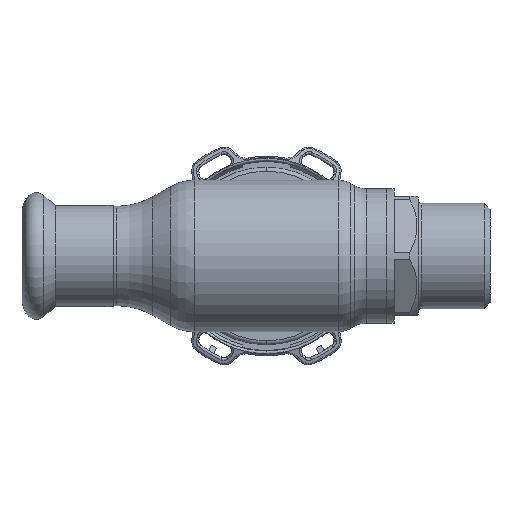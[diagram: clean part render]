
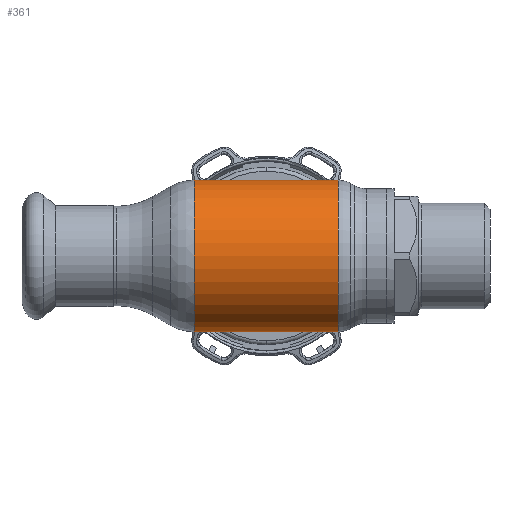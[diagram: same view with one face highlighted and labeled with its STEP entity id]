
A CAD part, front view. The second image highlights one B-rep face of the part: STEP entity #361.
In plain terms, the highlighted cylindrical face has radius 19 mm (diameter 38 mm), a partial arc.
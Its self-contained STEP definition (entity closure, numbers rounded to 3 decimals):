
#361 = ADVANCED_FACE ( 'NONE', ( #26140 ), #20553, .T. ) ;
#373 = DIRECTION ( 'NONE',  ( -1., 0., 0. ) ) ;
#1083 = LINE ( 'NONE', #14219, #22462 ) ;
#4679 = VERTEX_POINT ( 'NONE', #11078 ) ;
#4760 = ORIENTED_EDGE ( 'NONE', *, *, #8559, .T. ) ;
#6382 = ORIENTED_EDGE ( 'NONE', *, *, #29555, .F. ) ;
#7160 = CARTESIAN_POINT ( 'NONE',  ( -62.69, 0., 0. ) ) ;
#7207 = CARTESIAN_POINT ( 'NONE',  ( 18.035, 0., 19. ) ) ;
#8219 = CARTESIAN_POINT ( 'NONE',  ( 18.035, 0., -19. ) ) ;
#8559 = EDGE_CURVE ( 'NONE', #9155, #34472, #12601, .T. ) ;
#9155 = VERTEX_POINT ( 'NONE', #8219 ) ;
#11078 = CARTESIAN_POINT ( 'NONE',  ( -18.035, 0., 19. ) ) ;
#12601 = CIRCLE ( 'NONE', #26418, 19. ) ;
#12628 = DIRECTION ( 'NONE',  ( 0., 0., 1. ) ) ;
#14219 = CARTESIAN_POINT ( 'NONE',  ( -62.69, 0., 19. ) ) ;
#15097 = CIRCLE ( 'NONE', #27237, 19. ) ;
#15138 = CARTESIAN_POINT ( 'NONE',  ( 18.035, 0., 0. ) ) ;
#16698 = ORIENTED_EDGE ( 'NONE', *, *, #28855, .F. ) ;
#18204 = DIRECTION ( 'NONE',  ( -1., 0., 0. ) ) ;
#18241 = LINE ( 'NONE', #20585, #22010 ) ;
#18405 = DIRECTION ( 'NONE',  ( -1., 0., 0. ) ) ;
#19587 = EDGE_CURVE ( 'NONE', #34472, #4679, #1083, .T. ) ;
#20197 = CARTESIAN_POINT ( 'NONE',  ( -18.035, 0., -19. ) ) ;
#20553 = CYLINDRICAL_SURFACE ( 'NONE', #25474, 19. ) ;
#20585 = CARTESIAN_POINT ( 'NONE',  ( -62.69, 0., -19. ) ) ;
#21460 = DIRECTION ( 'NONE',  ( 0., 0., 1. ) ) ;
#22010 = VECTOR ( 'NONE', #18405, 1000. ) ;
#22462 = VECTOR ( 'NONE', #373, 1000. ) ;
#25314 = VERTEX_POINT ( 'NONE', #20197 ) ;
#25474 = AXIS2_PLACEMENT_3D ( 'NONE', #7160, #18204, #29727 ) ;
#26140 = FACE_OUTER_BOUND ( 'NONE', #30810, .T. ) ;
#26347 = DIRECTION ( 'NONE',  ( -1., 0., 0. ) ) ;
#26418 = AXIS2_PLACEMENT_3D ( 'NONE', #15138, #26347, #12628 ) ;
#26714 = CARTESIAN_POINT ( 'NONE',  ( -18.035, 0., 0. ) ) ;
#27237 = AXIS2_PLACEMENT_3D ( 'NONE', #26714, #35173, #21460 ) ;
#28855 = EDGE_CURVE ( 'NONE', #9155, #25314, #18241, .T. ) ;
#29555 = EDGE_CURVE ( 'NONE', #25314, #4679, #15097, .T. ) ;
#29727 = DIRECTION ( 'NONE',  ( 0., 0., 1. ) ) ;
#30810 = EDGE_LOOP ( 'NONE', ( #16698, #4760, #32028, #6382 ) ) ;
#32028 = ORIENTED_EDGE ( 'NONE', *, *, #19587, .T. ) ;
#34472 = VERTEX_POINT ( 'NONE', #7207 ) ;
#35173 = DIRECTION ( 'NONE',  ( -1., 0., 0. ) ) ;
